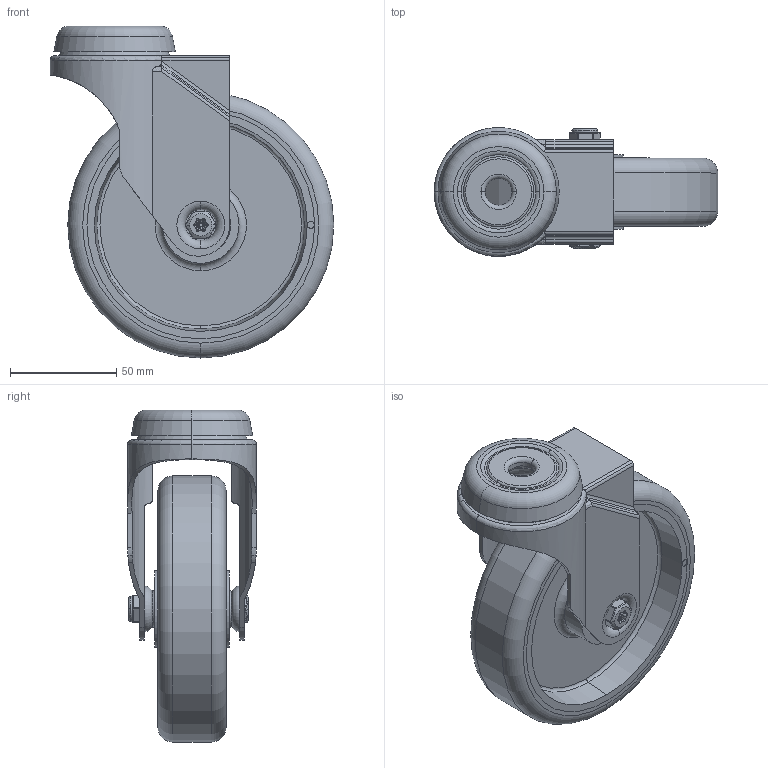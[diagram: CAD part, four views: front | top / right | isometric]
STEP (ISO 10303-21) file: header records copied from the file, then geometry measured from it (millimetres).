
FILE_DESCRIPTION(('STEP AP203'),'1');
FILE_NAME('BZM125GRECBJBH12.STEP','2023-06-26T15:08:42',(' '),(' '),'Spatial InterOp 3D',' ',' ');
FILE_SCHEMA(('CONFIG_CONTROL_DESIGN'));
Length unit declared in the file: metre
Products named in the file (24): BZM125ASBH12; ZINC PLATED PRESSED STEEL HEAD; ZINC PLATED PRESSED STEEL FORKS; BZM125GRECBJBH12; BZM125WGRECBJM10; 85 SHORE A ELECTRICALLY CONDUCTIVE RUBBER TYRE; NYLON RIM; NYLON RIM Geometry; SPOT; BEARING; INSIDE; OUTTER; Pattern; Component4; TUBEM10X37; ZINC PLATED AXLE TUBE; BOLTBZM8MM; ZINC PLATED AXLE BOLT; NYLOC NUT; NUT; RUBBER; NYLOCM8Z
Assembly tree (38 placements, depth 5):
  BZM125GRECBJBH12
    BZM125ASBH12
      ZINC PLATED PRESSED STEEL HEAD
      ZINC PLATED PRESSED STEEL FORKS
    BZM125WGRECBJM10
      85 SHORE A ELECTRICALLY CONDUCTIVE RUBBER TYRE
      NYLON RIM
        NYLON RIM Geometry
        SPOT
      BEARING
        INSIDE
        OUTTER
        Pattern
          Component4  x7
      BEARING
        INSIDE
        OUTTER
        Pattern
          Component4  x7
    TUBEM10X37
      ZINC PLATED AXLE TUBE
    BOLTBZM8MM
      ZINC PLATED AXLE BOLT
    NYLOCM8Z
      NYLOC NUT
        NUT
        RUBBER
Bounding box: 133.25 x 60.5 x 156 mm (x, y, z)
Volume: 248480.5 mm3; surface area: 119897 mm2
Topology: 27 solids, 27 shells, 486 faces, 1134 edges, 666 vertices
Faces by surface type: cylinder 200, torus 112, plane 84, sphere 60, bspline 18, cone 12
Entity records: 20373 total; most frequent: CARTESIAN_POINT 9165, DIRECTION 2371, ORIENTED_EDGE 1940, AXIS2_PLACEMENT_3D 1046, EDGE_CURVE 970, VERTEX_POINT 596, CIRCLE 572, EDGE_LOOP 468
